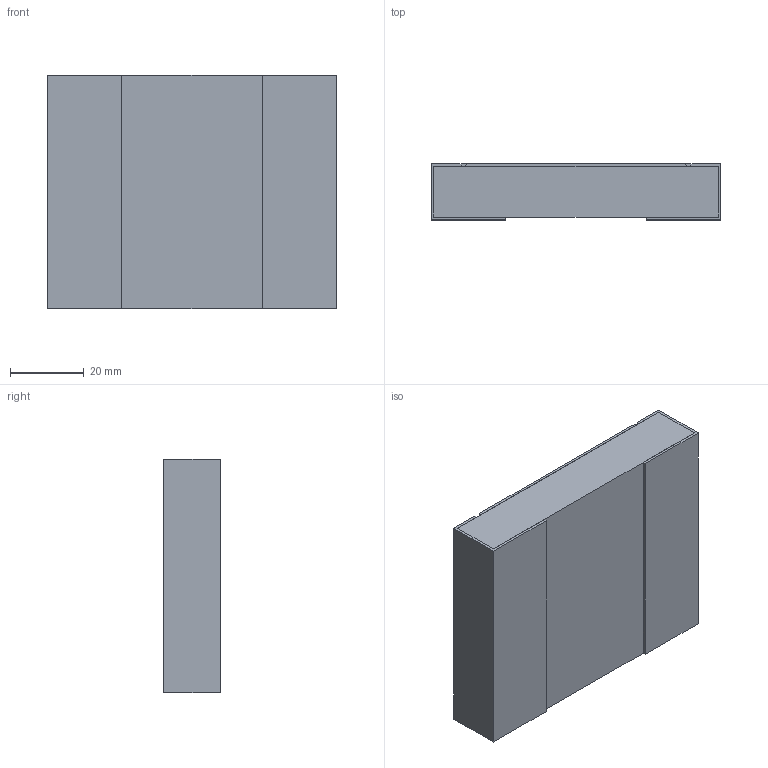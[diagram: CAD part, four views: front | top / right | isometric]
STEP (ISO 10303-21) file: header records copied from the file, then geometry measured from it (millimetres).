
FILE_DESCRIPTION (( 'STEP AP214' ), '1' );
FILE_NAME ('RCWE1210.STEP', '2014-03-13T11:34:42', ( '' ), ( '' ), 'SwSTEP 2.0', 'SolidWorks 2012', '' );
FILE_SCHEMA (( 'AUTOMOTIVE_DESIGN' ));
Length unit declared in the file: inch
Products named in the file (1): RCWE1210
Bounding box: 78.74 x 15.24 x 63.5 mm (x, y, z)
Volume: 74335.8 mm3; surface area: 32871.8 mm2
Topology: 4 solids, 4 shells, 40 faces, 96 edges, 64 vertices
Faces by surface type: plane 40
Entity records: 1707 total; most frequent: CARTESIAN_POINT 201, ORIENTED_EDGE 192, DIRECTION 178, VECTOR 96, LINE 96, EDGE_CURVE 96, VERTEX_POINT 64, LENGTH_MEASURE_WITH_UNIT 44
